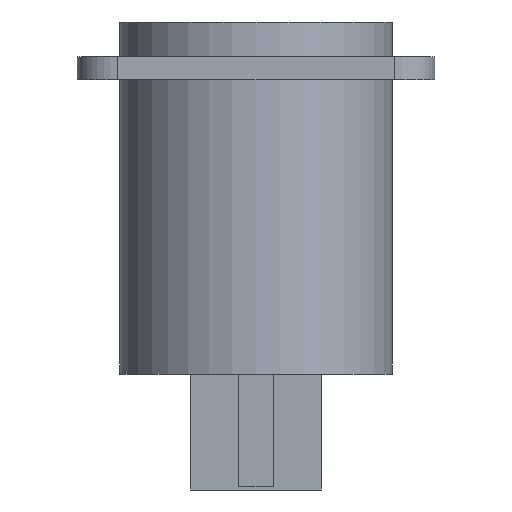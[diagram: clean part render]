
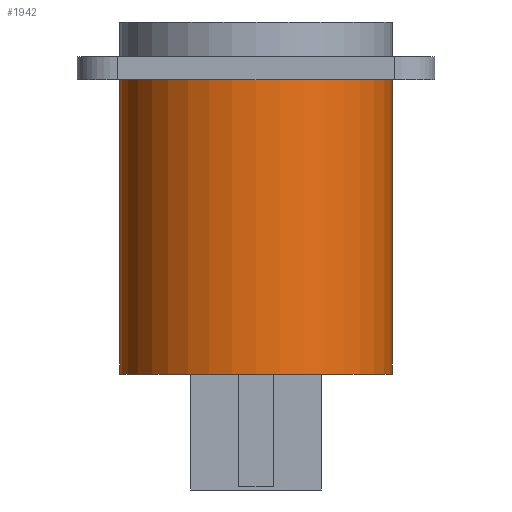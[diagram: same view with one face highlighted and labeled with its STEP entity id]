
A CAD part, left-side view. The second image highlights one B-rep face of the part: STEP entity #1942.
In plain terms, the highlighted cylindrical face has radius 11.8 mm (diameter 23.6 mm), a partial arc.
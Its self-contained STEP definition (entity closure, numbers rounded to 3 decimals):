
#277=CARTESIAN_POINT('',(0.,0.,0.));
#278=DIRECTION('',(0.,0.,-1.));
#279=DIRECTION('',(0.,-1.,0.));
#280=AXIS2_PLACEMENT_3D('',#277,#278,#279);
#473=DIRECTION('',(0.,0.,1.));
#474=VECTOR('',#473,25.5);
#475=CARTESIAN_POINT('',(0.,-11.8,-25.5));
#476=LINE('',#475,#474);
#477=CARTESIAN_POINT('',(0.,0.,-25.5));
#478=DIRECTION('',(0.,0.,1.));
#479=DIRECTION('',(0.,1.,0.));
#480=AXIS2_PLACEMENT_3D('',#477,#478,#479);
#482=DIRECTION('',(0.,0.,1.));
#483=VECTOR('',#482,25.5);
#484=CARTESIAN_POINT('',(0.,11.8,-25.5));
#485=LINE('',#484,#483);
#1304=CARTESIAN_POINT('',(0.,11.8,-25.5));
#1305=CARTESIAN_POINT('',(0.,-11.8,-25.5));
#1306=VERTEX_POINT('',#1304);
#1307=VERTEX_POINT('',#1305);
#1308=CARTESIAN_POINT('',(0.,11.8,0.));
#1309=CARTESIAN_POINT('',(0.,-11.8,0.));
#1310=VERTEX_POINT('',#1308);
#1311=VERTEX_POINT('',#1309);
#1930=CARTESIAN_POINT('',(0.,0.,6.525));
#1931=DIRECTION('',(0.,0.,-1.));
#1932=DIRECTION('',(0.,-1.,0.));
#1933=AXIS2_PLACEMENT_3D('',#1930,#1931,#1932);
#1934=CYLINDRICAL_SURFACE('',#1933,11.8);
#1935=ORIENTED_EDGE('',*,*,#1585,.F.);
#1936=ORIENTED_EDGE('',*,*,#1910,.F.);
#1938=ORIENTED_EDGE('',*,*,#1937,.F.);
#1939=ORIENTED_EDGE('',*,*,#1906,.T.);
#1940=EDGE_LOOP('',(#1935,#1936,#1938,#1939));
#1941=FACE_OUTER_BOUND('',#1940,.F.);
#1942=ADVANCED_FACE('',(#1941),#1934,.T.);
#281=CIRCLE('',#280,11.8);
#481=CIRCLE('',#480,11.8);
#1585=EDGE_CURVE('',#1311,#1310,#281,.T.);
#1906=EDGE_CURVE('',#1306,#1310,#485,.T.);
#1910=EDGE_CURVE('',#1307,#1311,#476,.T.);
#1937=EDGE_CURVE('',#1306,#1307,#481,.T.);
